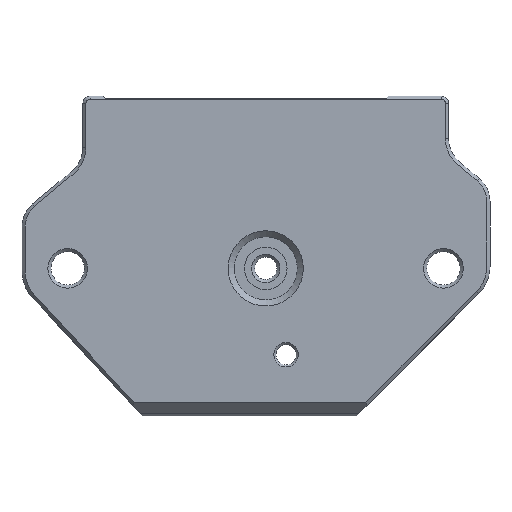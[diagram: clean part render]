
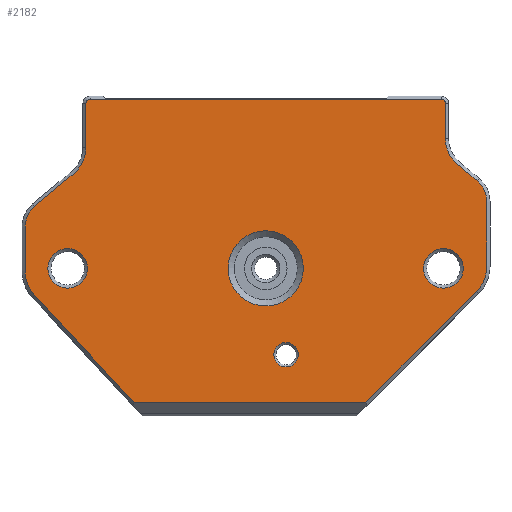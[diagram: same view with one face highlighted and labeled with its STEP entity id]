
A CAD part, top view. The second image highlights one B-rep face of the part: STEP entity #2182.
In plain terms, the highlighted planar face has unit normal (0, 0, 1).
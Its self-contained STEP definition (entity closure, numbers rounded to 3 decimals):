
#53=FACE_BOUND('',#348,.T.);
#54=FACE_BOUND('',#349,.T.);
#55=FACE_BOUND('',#350,.T.);
#56=FACE_BOUND('',#351,.T.);
#116=PLANE('',#2378);
#213=FACE_OUTER_BOUND('',#347,.T.);
#347=EDGE_LOOP('',(#1803,#1804,#1805,#1806,#1807,#1808,#1809,#1810,#1811,
#1812,#1813,#1814,#1815,#1816,#1817,#1818,#1819,#1820));
#348=EDGE_LOOP('',(#1821));
#349=EDGE_LOOP('',(#1822));
#350=EDGE_LOOP('',(#1823));
#351=EDGE_LOOP('',(#1824));
#534=LINE('',#3504,#756);
#542=LINE('',#3520,#764);
#543=LINE('',#3524,#765);
#544=LINE('',#3528,#766);
#545=LINE('',#3532,#767);
#546=LINE('',#3537,#768);
#547=LINE('',#3541,#769);
#548=LINE('',#3545,#770);
#549=LINE('',#3549,#771);
#550=LINE('',#3550,#772);
#756=VECTOR('',#2840,10.);
#764=VECTOR('',#2852,10.);
#765=VECTOR('',#2855,10.);
#766=VECTOR('',#2858,10.);
#767=VECTOR('',#2861,10.);
#768=VECTOR('',#2866,10.);
#769=VECTOR('',#2869,10.);
#770=VECTOR('',#2872,10.);
#771=VECTOR('',#2875,10.);
#772=VECTOR('',#2876,10.);
#882=CIRCLE('',#2333,1.2);
#898=CIRCLE('',#2372,3.702);
#900=CIRCLE('',#2379,3.542);
#901=CIRCLE('',#2380,2.7);
#902=CIRCLE('',#2381,3.3);
#903=CIRCLE('',#2382,0.4);
#904=CIRCLE('',#2383,0.4);
#905=CIRCLE('',#2384,3.3);
#906=CIRCLE('',#2385,2.7);
#907=CIRCLE('',#2386,3.6);
#908=CIRCLE('',#2387,1.95);
#909=CIRCLE('',#2388,1.95);
#1027=VERTEX_POINT('',#3400);
#1050=VERTEX_POINT('',#3488);
#1054=VERTEX_POINT('',#3502);
#1055=VERTEX_POINT('',#3503);
#1060=VERTEX_POINT('',#3518);
#1061=VERTEX_POINT('',#3519);
#1062=VERTEX_POINT('',#3521);
#1063=VERTEX_POINT('',#3523);
#1064=VERTEX_POINT('',#3525);
#1065=VERTEX_POINT('',#3527);
#1066=VERTEX_POINT('',#3529);
#1067=VERTEX_POINT('',#3531);
#1068=VERTEX_POINT('',#3534);
#1069=VERTEX_POINT('',#3536);
#1070=VERTEX_POINT('',#3538);
#1071=VERTEX_POINT('',#3540);
#1072=VERTEX_POINT('',#3542);
#1073=VERTEX_POINT('',#3544);
#1074=VERTEX_POINT('',#3546);
#1075=VERTEX_POINT('',#3548);
#1076=VERTEX_POINT('',#3551);
#1077=VERTEX_POINT('',#3553);
#1262=EDGE_CURVE('',#1027,#1027,#882,.T.);
#1303=EDGE_CURVE('',#1050,#1050,#898,.T.);
#1310=EDGE_CURVE('',#1054,#1055,#534,.T.);
#1318=EDGE_CURVE('',#1060,#1061,#542,.T.);
#1319=EDGE_CURVE('',#1062,#1060,#900,.T.);
#1320=EDGE_CURVE('',#1063,#1062,#543,.T.);
#1321=EDGE_CURVE('',#1064,#1063,#901,.T.);
#1322=EDGE_CURVE('',#1065,#1064,#544,.T.);
#1323=EDGE_CURVE('',#1066,#1065,#902,.T.);
#1324=EDGE_CURVE('',#1067,#1066,#545,.T.);
#1325=EDGE_CURVE('',#1055,#1067,#903,.T.);
#1326=EDGE_CURVE('',#1068,#1054,#904,.T.);
#1327=EDGE_CURVE('',#1069,#1068,#546,.T.);
#1328=EDGE_CURVE('',#1070,#1069,#905,.T.);
#1329=EDGE_CURVE('',#1071,#1070,#547,.T.);
#1330=EDGE_CURVE('',#1072,#1071,#906,.T.);
#1331=EDGE_CURVE('',#1073,#1072,#548,.T.);
#1332=EDGE_CURVE('',#1074,#1073,#907,.T.);
#1333=EDGE_CURVE('',#1075,#1074,#549,.T.);
#1334=EDGE_CURVE('',#1061,#1075,#550,.T.);
#1335=EDGE_CURVE('',#1076,#1076,#908,.T.);
#1336=EDGE_CURVE('',#1077,#1077,#909,.T.);
#1803=ORIENTED_EDGE('',*,*,#1318,.F.);
#1804=ORIENTED_EDGE('',*,*,#1319,.F.);
#1805=ORIENTED_EDGE('',*,*,#1320,.F.);
#1806=ORIENTED_EDGE('',*,*,#1321,.F.);
#1807=ORIENTED_EDGE('',*,*,#1322,.F.);
#1808=ORIENTED_EDGE('',*,*,#1323,.F.);
#1809=ORIENTED_EDGE('',*,*,#1324,.F.);
#1810=ORIENTED_EDGE('',*,*,#1325,.F.);
#1811=ORIENTED_EDGE('',*,*,#1310,.F.);
#1812=ORIENTED_EDGE('',*,*,#1326,.F.);
#1813=ORIENTED_EDGE('',*,*,#1327,.F.);
#1814=ORIENTED_EDGE('',*,*,#1328,.F.);
#1815=ORIENTED_EDGE('',*,*,#1329,.F.);
#1816=ORIENTED_EDGE('',*,*,#1330,.F.);
#1817=ORIENTED_EDGE('',*,*,#1331,.F.);
#1818=ORIENTED_EDGE('',*,*,#1332,.F.);
#1819=ORIENTED_EDGE('',*,*,#1333,.F.);
#1820=ORIENTED_EDGE('',*,*,#1334,.F.);
#1821=ORIENTED_EDGE('',*,*,#1262,.T.);
#1822=ORIENTED_EDGE('',*,*,#1303,.T.);
#1823=ORIENTED_EDGE('',*,*,#1335,.F.);
#1824=ORIENTED_EDGE('',*,*,#1336,.F.);
#2182=ADVANCED_FACE('',(#213,#53,#54,#55,#56),#116,.T.);
#2333=AXIS2_PLACEMENT_3D('',#3402,#2722,#2723);
#2372=AXIS2_PLACEMENT_3D('',#3489,#2825,#2826);
#2378=AXIS2_PLACEMENT_3D('',#3517,#2850,#2851);
#2379=AXIS2_PLACEMENT_3D('',#3522,#2853,#2854);
#2380=AXIS2_PLACEMENT_3D('',#3526,#2856,#2857);
#2381=AXIS2_PLACEMENT_3D('',#3530,#2859,#2860);
#2382=AXIS2_PLACEMENT_3D('',#3533,#2862,#2863);
#2383=AXIS2_PLACEMENT_3D('',#3535,#2864,#2865);
#2384=AXIS2_PLACEMENT_3D('',#3539,#2867,#2868);
#2385=AXIS2_PLACEMENT_3D('',#3543,#2870,#2871);
#2386=AXIS2_PLACEMENT_3D('',#3547,#2873,#2874);
#2387=AXIS2_PLACEMENT_3D('',#3552,#2877,#2878);
#2388=AXIS2_PLACEMENT_3D('',#3554,#2879,#2880);
#2722=DIRECTION('center_axis',(0.,0.,
-1.));
#2723=DIRECTION('ref_axis',(-1.,0.,0.));
#2825=DIRECTION('center_axis',(0.,0.,
-1.));
#2826=DIRECTION('ref_axis',(0.,-1.,0.));
#2840=DIRECTION('',(1.,0.,0.));
#2850=DIRECTION('center_axis',(0.,0.,
1.));
#2851=DIRECTION('ref_axis',(1.,0.,0.));
#2852=DIRECTION('',(-0.707,-0.707,0.));
#2853=DIRECTION('center_axis',(0.,0.,
-1.));
#2854=DIRECTION('ref_axis',(0.924,-0.383,0.));
#2855=DIRECTION('',(0.,-1.,0.));
#2856=DIRECTION('center_axis',(0.,0.,
-1.));
#2857=DIRECTION('ref_axis',(0.906,0.423,0.));
#2858=DIRECTION('',(0.766,-0.643,0.));
#2859=DIRECTION('center_axis',(0.,0.,
1.));
#2860=DIRECTION('ref_axis',(-1.,0.,0.));
#2861=DIRECTION('',(0.,-1.,0.));
#2862=DIRECTION('center_axis',(0.,0.,
-1.));
#2863=DIRECTION('ref_axis',(0.707,0.707,0.));
#2864=DIRECTION('center_axis',(0.,0.,
-1.));
#2865=DIRECTION('ref_axis',(-0.707,0.707,0.));
#2866=DIRECTION('',(0.,1.,0.));
#2867=DIRECTION('center_axis',(0.,0.,
1.));
#2868=DIRECTION('ref_axis',(1.,0.,0.));
#2869=DIRECTION('',(0.766,0.643,0.));
#2870=DIRECTION('center_axis',(0.,0.,
-1.));
#2871=DIRECTION('ref_axis',(-0.906,0.423,0.));
#2872=DIRECTION('',(0.,1.,0.));
#2873=DIRECTION('center_axis',(0.,0.,
-1.));
#2874=DIRECTION('ref_axis',(-0.931,-0.366,0.));
#2875=DIRECTION('',(-0.682,0.732,0.));
#2876=DIRECTION('',(-1.,0.,0.));
#2877=DIRECTION('center_axis',(0.,0.,
1.));
#2878=DIRECTION('ref_axis',(-1.,0.,0.));
#2879=DIRECTION('center_axis',(0.,0.,
1.));
#2880=DIRECTION('ref_axis',(1.,0.,0.));
#3400=CARTESIAN_POINT('',(11.724,-29.79,92.134));
#3402=CARTESIAN_POINT('Origin',(10.524,-29.79,92.134));
#3488=CARTESIAN_POINT('',(8.524,-17.588,92.134));
#3489=CARTESIAN_POINT('Origin',(8.524,-21.29,92.134));
#3502=CARTESIAN_POINT('',(-8.776,-4.64,92.134));
#3503=CARTESIAN_POINT('',(25.824,-4.64,92.134));
#3504=CARTESIAN_POINT('',(16.683,-4.64,92.134));
#3517=CARTESIAN_POINT('Origin',(7.541,-15.178,92.134));
#3518=CARTESIAN_POINT('',(29.27,-23.573,92.134));
#3519=CARTESIAN_POINT('',(18.377,-34.466,92.134));
#3520=CARTESIAN_POINT('',(23.213,-29.629,92.134));
#3521=CARTESIAN_POINT('',(30.307,-21.068,92.134));
#3522=CARTESIAN_POINT('Origin',(26.765,-21.068,92.134));
#3523=CARTESIAN_POINT('',(30.307,-14.73,92.134));
#3524=CARTESIAN_POINT('',(30.307,-18.188,92.134));
#3525=CARTESIAN_POINT('',(29.343,-12.662,92.134));
#3526=CARTESIAN_POINT('Origin',(27.607,-14.73,92.134));
#3527=CARTESIAN_POINT('',(27.403,-11.034,92.134));
#3528=CARTESIAN_POINT('',(23.236,-7.538,92.134));
#3529=CARTESIAN_POINT('',(26.224,-8.506,92.134));
#3530=CARTESIAN_POINT('Origin',(29.524,-8.506,92.134));
#3531=CARTESIAN_POINT('',(26.224,-5.04,92.134));
#3532=CARTESIAN_POINT('',(26.224,-11.842,92.134));
#3533=CARTESIAN_POINT('Origin',(25.824,-5.04,92.134));
#3534=CARTESIAN_POINT('',(-9.176,-5.04,92.134));
#3535=CARTESIAN_POINT('Origin',(-8.776,-5.04,92.134));
#3536=CARTESIAN_POINT('',(-9.176,-9.4,92.134));
#3537=CARTESIAN_POINT('',(-9.176,-10.109,92.134));
#3538=CARTESIAN_POINT('',(-10.355,-11.928,92.134));
#3539=CARTESIAN_POINT('Origin',(-12.476,-9.4,92.134));
#3540=CARTESIAN_POINT('',(-14.212,-15.165,92.134));
#3541=CARTESIAN_POINT('',(-5.904,-8.194,92.134));
#3542=CARTESIAN_POINT('',(-15.176,-17.234,92.134));
#3543=CARTESIAN_POINT('Origin',(-12.476,-17.234,92.134));
#3544=CARTESIAN_POINT('',(-15.176,-21.527,92.134));
#3545=CARTESIAN_POINT('',(-15.176,-15.949,92.134));
#3546=CARTESIAN_POINT('',(-14.211,-23.981,92.134));
#3547=CARTESIAN_POINT('Origin',(-11.577,-21.527,92.134));
#3548=CARTESIAN_POINT('',(-4.445,-34.466,92.134));
#3549=CARTESIAN_POINT('',(-11.285,-27.122,92.134));
#3550=CARTESIAN_POINT('',(4.071,-34.466,92.134));
#3551=CARTESIAN_POINT('',(-9.027,-21.287,92.134));
#3552=CARTESIAN_POINT('Origin',(-10.977,-21.287,92.134));
#3553=CARTESIAN_POINT('',(24.073,-21.287,92.134));
#3554=CARTESIAN_POINT('Origin',(26.023,-21.287,92.134));
